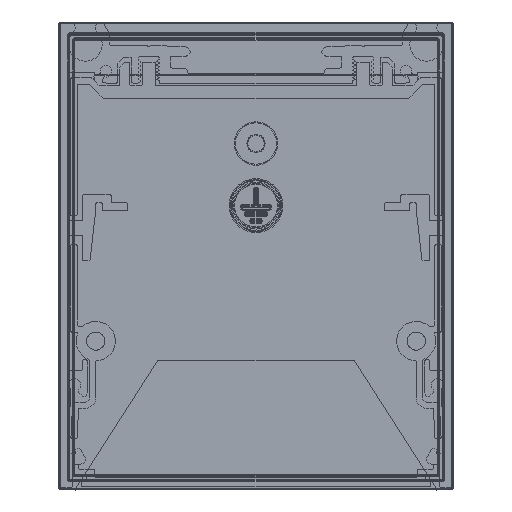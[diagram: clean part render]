
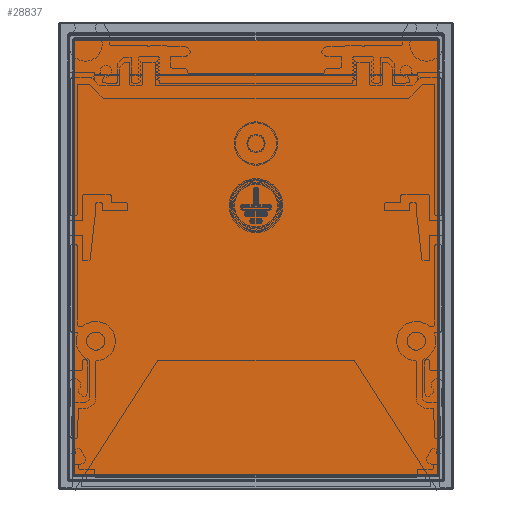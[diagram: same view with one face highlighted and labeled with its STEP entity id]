
A CAD part, front view. The second image highlights one B-rep face of the part: STEP entity #28837.
In plain terms, the highlighted planar face has unit normal (0, -1, 0).
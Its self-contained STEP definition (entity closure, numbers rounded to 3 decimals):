
#1365=PLANE('',#32099);
#2766=FACE_OUTER_BOUND('',#4533,.T.);
#4533=EDGE_LOOP('',(#24391,#24392,#24393,#24394,#24395,#24396,#24397,#24398));
#6315=CIRCLE('',#31616,0.001);
#6320=CIRCLE('',#31622,0.001);
#6535=CIRCLE('',#32089,0.001);
#6539=CIRCLE('',#32094,0.001);
#8096=LINE('',#52566,#10283);
#8355=LINE('',#55568,#10542);
#8357=LINE('',#55605,#10544);
#8359=LINE('',#55638,#10546);
#10283=VECTOR('',#38593,10.);
#10542=VECTOR('',#39782,10.);
#10544=VECTOR('',#39796,10.);
#10546=VECTOR('',#39806,10.);
#13186=VERTEX_POINT('',#52554);
#13188=VERTEX_POINT('',#52557);
#13190=VERTEX_POINT('',#52563);
#13192=VERTEX_POINT('',#52593);
#13501=VERTEX_POINT('',#55567);
#13502=VERTEX_POINT('',#55595);
#13504=VERTEX_POINT('',#55601);
#13506=VERTEX_POINT('',#55631);
#16714=EDGE_CURVE('',#13188,#13186,#6315,.T.);
#16718=EDGE_CURVE('',#13186,#13190,#8096,.T.);
#16721=EDGE_CURVE('',#13190,#13192,#6320,.T.);
#17302=EDGE_CURVE('',#13188,#13501,#8355,.T.);
#17306=EDGE_CURVE('',#13501,#13502,#6535,.T.);
#17309=EDGE_CURVE('',#13502,#13504,#8357,.T.);
#17312=EDGE_CURVE('',#13504,#13506,#6539,.T.);
#17314=EDGE_CURVE('',#13506,#13192,#8359,.T.);
#24391=ORIENTED_EDGE('',*,*,#17314,.F.);
#24392=ORIENTED_EDGE('',*,*,#17312,.F.);
#24393=ORIENTED_EDGE('',*,*,#17309,.F.);
#24394=ORIENTED_EDGE('',*,*,#17306,.F.);
#24395=ORIENTED_EDGE('',*,*,#17302,.F.);
#24396=ORIENTED_EDGE('',*,*,#16714,.T.);
#24397=ORIENTED_EDGE('',*,*,#16718,.T.);
#24398=ORIENTED_EDGE('',*,*,#16721,.T.);
#28837=ADVANCED_FACE('',(#2766),#1365,.F.);
#31616=AXIS2_PLACEMENT_3D('',#52558,#38583,#38584);
#31622=AXIS2_PLACEMENT_3D('',#52596,#38597,#38598);
#32089=AXIS2_PLACEMENT_3D('',#55599,#39789,#39790);
#32094=AXIS2_PLACEMENT_3D('',#55635,#39801,#39802);
#32099=AXIS2_PLACEMENT_3D('',#55645,#39816,#39817);
#38583=DIRECTION('center_axis',(0.,-1.,0.));
#38584=DIRECTION('ref_axis',(0.707,0.,-0.707));
#38593=DIRECTION('',(0.,0.,1.));
#38597=DIRECTION('center_axis',(0.,-1.,0.));
#38598=DIRECTION('ref_axis',(0.707,0.,0.707));
#39782=DIRECTION('',(-1.,0.,0.));
#39789=DIRECTION('center_axis',(0.,1.,0.));
#39790=DIRECTION('ref_axis',(-0.707,0.,-0.707));
#39796=DIRECTION('',(0.,0.,1.));
#39801=DIRECTION('center_axis',(0.,1.,0.));
#39802=DIRECTION('ref_axis',(-0.707,0.,0.707));
#39806=DIRECTION('',(1.,0.,0.));
#39816=DIRECTION('center_axis',(0.,1.,0.));
#39817=DIRECTION('ref_axis',(1.,0.,0.));
#52554=CARTESIAN_POINT('',(35.008,-435.,-77.507));
#52557=CARTESIAN_POINT('',(35.007,-435.,-77.508));
#52558=CARTESIAN_POINT('Origin',(35.007,-435.,-77.507));
#52563=CARTESIAN_POINT('',(35.008,-435.,6.507));
#52566=CARTESIAN_POINT('',(35.008,-435.,-14.4));
#52593=CARTESIAN_POINT('',(35.007,-435.,6.508));
#52596=CARTESIAN_POINT('Origin',(35.007,-435.,6.507));
#55567=CARTESIAN_POINT('',(-35.007,-435.,-77.508));
#55568=CARTESIAN_POINT('',(-17.6,-435.,-77.508));
#55595=CARTESIAN_POINT('',(-35.008,-435.,-77.507));
#55599=CARTESIAN_POINT('Origin',(-35.007,-435.,-77.507));
#55601=CARTESIAN_POINT('',(-35.008,-435.,6.507));
#55605=CARTESIAN_POINT('',(-35.008,-435.,-14.4));
#55631=CARTESIAN_POINT('',(-35.007,-435.,6.508));
#55635=CARTESIAN_POINT('Origin',(-35.007,-435.,6.507));
#55638=CARTESIAN_POINT('',(17.6,-435.,6.508));
#55645=CARTESIAN_POINT('Origin',(0.,-435.,-35.5));
